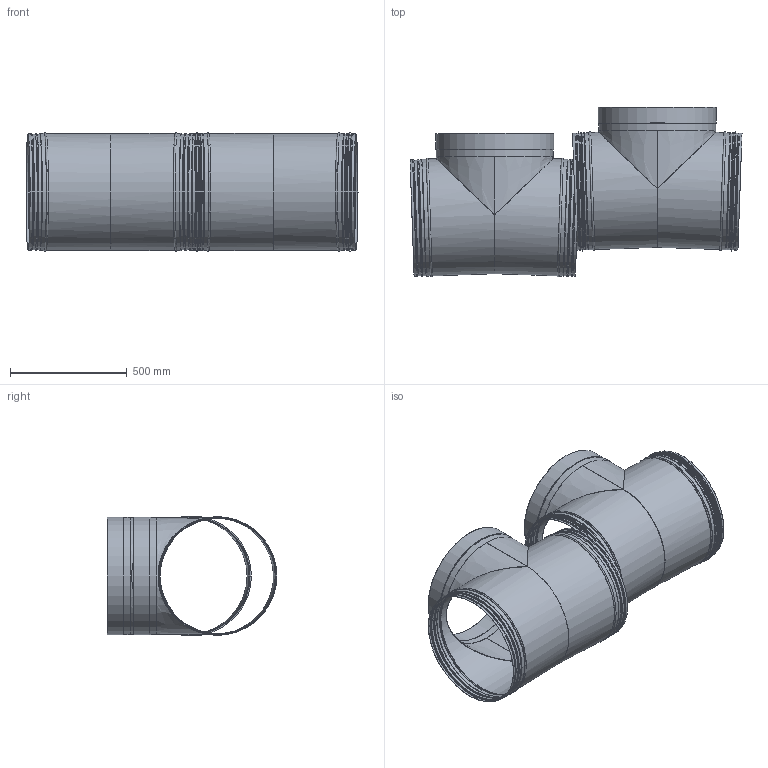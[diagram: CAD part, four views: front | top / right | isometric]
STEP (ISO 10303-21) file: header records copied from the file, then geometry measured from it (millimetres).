
FILE_DESCRIPTION(/* description */ ('Påstick'),/* implementation_level */ '2;1');
FILE_NAME(/* name */ 'HTKNNH-09.stp',/* time_stamp */ '2016-06-21T14:31:49+02:00',/* author */ ('TW'),/* organization */ (''),/* preprocessor_version */ 'ST-DEVELOPER v15.6',/* originating_system */ 'Autodesk Inventor 2015',/* authorisation */ '');
FILE_SCHEMA (('AUTOMOTIVE_DESIGN { 1 0 10303 214 3 1 1 }'));
Length unit declared in the file: millimetre
Products named in the file (6): HTKNNH-D-09; HTKNNH-A-09; HIK-AA-8; HIK-AB-8; HTKNNH-09-Config; HTKNNH-09
Assembly tree (8 placements, depth 2):
  HTKNNH-09
    HTKNNH-D-09
    HTKNNH-A-09  x2
    HIK-AA-8  x2
    HIK-AB-8  x2
    HTKNNH-09-Config
Bounding box: 1424.3 x 727.73 x 514.6 mm (x, y, z)
Volume: 2112256.6 mm3; surface area: 5351371.7 mm2
Topology: 9 solids, 12 shells, 265 faces, 531 edges, 292 vertices
Faces by surface type: torus 118, cylinder 70, cone 31, plane 26, bspline 20
Full cylindrical faces by diameter (mm): 494.6 x3, 495 x3, 496.6 x5, 497 x9, 500 x14, 500.6 x4, 501.6 x2, 502 x23, 503 x2, 505 x3, 514.6 x2
Entity records: 5809 total; most frequent: CARTESIAN_POINT 2108, DIRECTION 810, ORIENTED_EDGE 443, AXIS2_PLACEMENT_3D 398, EDGE_LOOP 378, EDGE_CURVE 226, VERTEX_POINT 208, FACE_OUTER_BOUND 198
